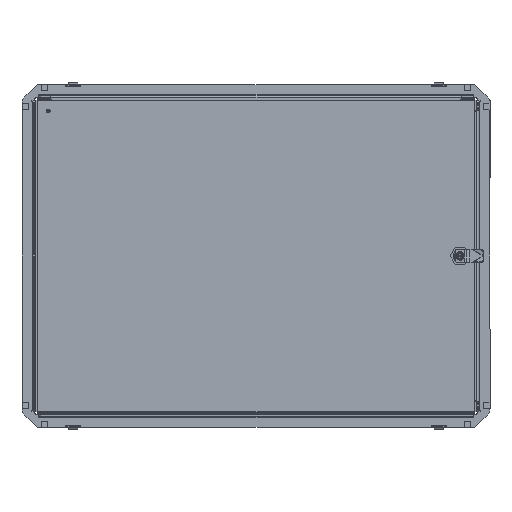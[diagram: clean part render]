
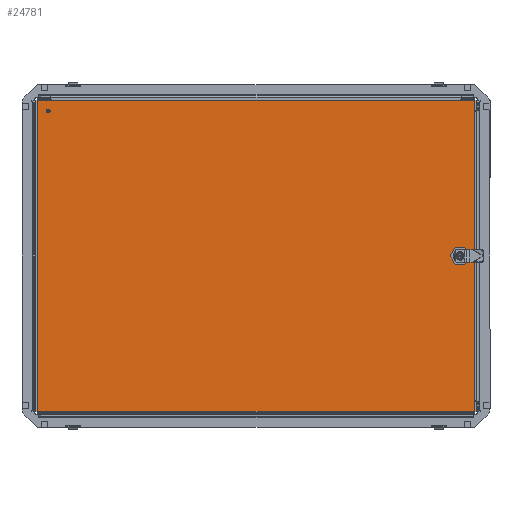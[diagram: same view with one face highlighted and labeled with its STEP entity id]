
A CAD part, front view. The second image highlights one B-rep face of the part: STEP entity #24781.
In plain terms, the highlighted face is planar.
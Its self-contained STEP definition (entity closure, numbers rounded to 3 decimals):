
#34 = VERTEX_POINT ( 'NONE', #9103 ) ;
#109 = VECTOR ( 'NONE', #15411, 1000. ) ;
#222 = AXIS2_PLACEMENT_3D ( 'NONE', #11967, #27511, #14196 ) ;
#458 = FACE_BOUND ( 'NONE', #24007, .T. ) ;
#488 = CARTESIAN_POINT ( 'NONE',  ( 331.306, 10.05, -2. ) ) ;
#715 = CIRCLE ( 'NONE', #19108, 11.25 ) ;
#773 = EDGE_CURVE ( 'NONE', #13305, #15596, #715, .T. ) ;
#937 = CARTESIAN_POINT ( 'NONE',  ( -348.75, -248.5, -2. ) ) ;
#1160 = FACE_BOUND ( 'NONE', #26415, .T. ) ;
#2077 = VECTOR ( 'NONE', #27492, 1000. ) ;
#2250 = CARTESIAN_POINT ( 'NONE',  ( -329.25, -232., -2. ) ) ;
#2536 = LINE ( 'NONE', #22574, #19572 ) ;
#2580 = CARTESIAN_POINT ( 'NONE',  ( 336.3, -5.056, -2. ) ) ;
#2586 = ORIENTED_EDGE ( 'NONE', *, *, #19119, .F. ) ;
#3210 = VECTOR ( 'NONE', #9771, 1000. ) ;
#3491 = ORIENTED_EDGE ( 'NONE', *, *, #773, .T. ) ;
#3992 = DIRECTION ( 'NONE',  ( 0., 0., 1. ) ) ;
#4196 = ORIENTED_EDGE ( 'NONE', *, *, #5178, .T. ) ;
#4328 = EDGE_CURVE ( 'NONE', #16702, #14874, #19303, .T. ) ;
#4490 = CARTESIAN_POINT ( 'NONE',  ( 0., 0., -2. ) ) ;
#4971 = CIRCLE ( 'NONE', #8023, 11.25 ) ;
#5130 = ORIENTED_EDGE ( 'NONE', *, *, #21974, .F. ) ;
#5178 = EDGE_CURVE ( 'NONE', #16103, #20752, #19581, .T. ) ;
#5324 = EDGE_CURVE ( 'NONE', #24457, #6554, #4971, .T. ) ;
#5554 = CIRCLE ( 'NONE', #10089, 11.25 ) ;
#5843 = DIRECTION ( 'NONE',  ( 0., 0., 1. ) ) ;
#5916 = CARTESIAN_POINT ( 'NONE',  ( -335.25, -232., -2. ) ) ;
#6374 = ORIENTED_EDGE ( 'NONE', *, *, #22304, .F. ) ;
#6554 = VERTEX_POINT ( 'NONE', #2580 ) ;
#6632 = CARTESIAN_POINT ( 'NONE',  ( 348.75, -248.5, -2. ) ) ;
#6934 = CARTESIAN_POINT ( 'NONE',  ( -332.25, -232., -2. ) ) ;
#7653 = CARTESIAN_POINT ( 'NONE',  ( 326.25, 0., -2. ) ) ;
#7863 = CARTESIAN_POINT ( 'NONE',  ( 349.543, 248.5, -2. ) ) ;
#8023 = AXIS2_PLACEMENT_3D ( 'NONE', #19166, #5843, #21409 ) ;
#9103 = CARTESIAN_POINT ( 'NONE',  ( 316.2, 5.056, -2. ) ) ;
#9177 = DIRECTION ( 'NONE',  ( -1., 0., 0. ) ) ;
#9229 = DIRECTION ( 'NONE',  ( 0., 1., 0. ) ) ;
#9346 = CIRCLE ( 'NONE', #222, 3. ) ;
#9378 = EDGE_CURVE ( 'NONE', #23046, #34, #5554, .T. ) ;
#9405 = VECTOR ( 'NONE', #25700, 1000. ) ;
#9771 = DIRECTION ( 'NONE',  ( 1., 0., 0. ) ) ;
#9811 = AXIS2_PLACEMENT_3D ( 'NONE', #4490, #26749, #13425 ) ;
#9918 = DIRECTION ( 'NONE',  ( -1., 0., 0. ) ) ;
#10089 = AXIS2_PLACEMENT_3D ( 'NONE', #7653, #23251, #9918 ) ;
#10391 = ORIENTED_EDGE ( 'NONE', *, *, #28228, .T. ) ;
#10598 = LINE ( 'NONE', #24971, #27629 ) ;
#10729 = CARTESIAN_POINT ( 'NONE',  ( 321.194, -10.05, -2. ) ) ;
#11182 = PLANE ( 'NONE',  #9811 ) ;
#11307 = CARTESIAN_POINT ( 'NONE',  ( -348.75, 248.5, -2. ) ) ;
#11743 = AXIS2_PLACEMENT_3D ( 'NONE', #6934, #22514, #9177 ) ;
#11918 = CARTESIAN_POINT ( 'NONE',  ( 321.194, -10.05, -2. ) ) ;
#11967 = CARTESIAN_POINT ( 'NONE',  ( -332.25, -232., -2. ) ) ;
#12134 = CARTESIAN_POINT ( 'NONE',  ( 326.25, 0., -2. ) ) ;
#12368 = CARTESIAN_POINT ( 'NONE',  ( 331.306, -10.05, -2. ) ) ;
#13305 = VERTEX_POINT ( 'NONE', #22737 ) ;
#13425 = DIRECTION ( 'NONE',  ( -1., 0., 0. ) ) ;
#13513 = ORIENTED_EDGE ( 'NONE', *, *, #17390, .T. ) ;
#13595 = DIRECTION ( 'NONE',  ( 0., 1., 0. ) ) ;
#14196 = DIRECTION ( 'NONE',  ( -1., 0., 0. ) ) ;
#14375 = DIRECTION ( 'NONE',  ( -1., 0., 0. ) ) ;
#14744 = VERTEX_POINT ( 'NONE', #937 ) ;
#14874 = VERTEX_POINT ( 'NONE', #5916 ) ;
#15030 = LINE ( 'NONE', #11918, #3210 ) ;
#15124 = ORIENTED_EDGE ( 'NONE', *, *, #4328, .F. ) ;
#15411 = DIRECTION ( 'NONE',  ( -1., 0., 0. ) ) ;
#15596 = VERTEX_POINT ( 'NONE', #10729 ) ;
#16103 = VERTEX_POINT ( 'NONE', #22397 ) ;
#16113 = VERTEX_POINT ( 'NONE', #11307 ) ;
#16222 = CARTESIAN_POINT ( 'NONE',  ( -349.543, -248.5, -2. ) ) ;
#16272 = LINE ( 'NONE', #20815, #27412 ) ;
#16702 = VERTEX_POINT ( 'NONE', #2250 ) ;
#17275 = CARTESIAN_POINT ( 'NONE',  ( 326.25, 0., -2. ) ) ;
#17390 = EDGE_CURVE ( 'NONE', #15596, #24457, #15030, .T. ) ;
#18076 = EDGE_CURVE ( 'NONE', #19806, #16113, #28557, .T. ) ;
#18208 = FACE_OUTER_BOUND ( 'NONE', #27824, .T. ) ;
#18273 = ORIENTED_EDGE ( 'NONE', *, *, #18076, .F. ) ;
#18637 = EDGE_CURVE ( 'NONE', #16113, #14744, #26447, .T. ) ;
#19035 = AXIS2_PLACEMENT_3D ( 'NONE', #12134, #27689, #14375 ) ;
#19108 = AXIS2_PLACEMENT_3D ( 'NONE', #17275, #3992, #19519 ) ;
#19119 = EDGE_CURVE ( 'NONE', #14874, #16702, #9346, .T. ) ;
#19166 = CARTESIAN_POINT ( 'NONE',  ( 326.25, 0., -2. ) ) ;
#19303 = CIRCLE ( 'NONE', #11743, 3. ) ;
#19519 = DIRECTION ( 'NONE',  ( -1., 0., 0. ) ) ;
#19572 = VECTOR ( 'NONE', #9229, 1000. ) ;
#19581 = CIRCLE ( 'NONE', #19035, 11.25 ) ;
#19806 = VERTEX_POINT ( 'NONE', #26235 ) ;
#19808 = ORIENTED_EDGE ( 'NONE', *, *, #23449, .T. ) ;
#20717 = DIRECTION ( 'NONE',  ( 1., 0., 0. ) ) ;
#20752 = VERTEX_POINT ( 'NONE', #488 ) ;
#20815 = CARTESIAN_POINT ( 'NONE',  ( 316.2, -5.056, -2. ) ) ;
#20961 = CARTESIAN_POINT ( 'NONE',  ( 321.194, 10.05, -2. ) ) ;
#21409 = DIRECTION ( 'NONE',  ( -1., 0., 0. ) ) ;
#21974 = EDGE_CURVE ( 'NONE', #14744, #23346, #28699, .T. ) ;
#22304 = EDGE_CURVE ( 'NONE', #23346, #19806, #10598, .T. ) ;
#22397 = CARTESIAN_POINT ( 'NONE',  ( 336.3, 5.056, -2. ) ) ;
#22514 = DIRECTION ( 'NONE',  ( 0., 0., -1. ) ) ;
#22574 = CARTESIAN_POINT ( 'NONE',  ( 336.3, -5.056, -2. ) ) ;
#22737 = CARTESIAN_POINT ( 'NONE',  ( 316.2, -5.056, -2. ) ) ;
#22773 = EDGE_CURVE ( 'NONE', #20752, #23046, #24502, .T. ) ;
#22799 = VECTOR ( 'NONE', #20717, 1000. ) ;
#23046 = VERTEX_POINT ( 'NONE', #20961 ) ;
#23058 = DIRECTION ( 'NONE',  ( 0., -1., 0. ) ) ;
#23251 = DIRECTION ( 'NONE',  ( 0., 0., 1. ) ) ;
#23346 = VERTEX_POINT ( 'NONE', #6632 ) ;
#23442 = ORIENTED_EDGE ( 'NONE', *, *, #18637, .F. ) ;
#23449 = EDGE_CURVE ( 'NONE', #6554, #16103, #2536, .T. ) ;
#24007 = EDGE_LOOP ( 'NONE', ( #2586, #15124 ) ) ;
#24457 = VERTEX_POINT ( 'NONE', #12368 ) ;
#24502 = LINE ( 'NONE', #28646, #109 ) ;
#24781 = ADVANCED_FACE ( 'NONE', ( #458, #1160, #18208 ), #11182, .T. ) ;
#24971 = CARTESIAN_POINT ( 'NONE',  ( 348.75, -249.293, -2. ) ) ;
#25280 = CARTESIAN_POINT ( 'NONE',  ( -348.75, 249.293, -2. ) ) ;
#25700 = DIRECTION ( 'NONE',  ( -1., 0., 0. ) ) ;
#26235 = CARTESIAN_POINT ( 'NONE',  ( 348.75, 248.5, -2. ) ) ;
#26415 = EDGE_LOOP ( 'NONE', ( #4196, #28857, #26793, #10391, #3491, #13513, #26703, #19808 ) ) ;
#26447 = LINE ( 'NONE', #25280, #2077 ) ;
#26703 = ORIENTED_EDGE ( 'NONE', *, *, #5324, .T. ) ;
#26749 = DIRECTION ( 'NONE',  ( 0., 0., -1. ) ) ;
#26793 = ORIENTED_EDGE ( 'NONE', *, *, #9378, .T. ) ;
#27412 = VECTOR ( 'NONE', #23058, 1000. ) ;
#27492 = DIRECTION ( 'NONE',  ( 0., -1., 0. ) ) ;
#27511 = DIRECTION ( 'NONE',  ( 0., 0., -1. ) ) ;
#27629 = VECTOR ( 'NONE', #13595, 1000. ) ;
#27689 = DIRECTION ( 'NONE',  ( 0., 0., 1. ) ) ;
#27824 = EDGE_LOOP ( 'NONE', ( #6374, #5130, #23442, #18273 ) ) ;
#28228 = EDGE_CURVE ( 'NONE', #34, #13305, #16272, .T. ) ;
#28557 = LINE ( 'NONE', #7863, #9405 ) ;
#28646 = CARTESIAN_POINT ( 'NONE',  ( 321.194, 10.05, -2. ) ) ;
#28699 = LINE ( 'NONE', #16222, #22799 ) ;
#28857 = ORIENTED_EDGE ( 'NONE', *, *, #22773, .T. ) ;
